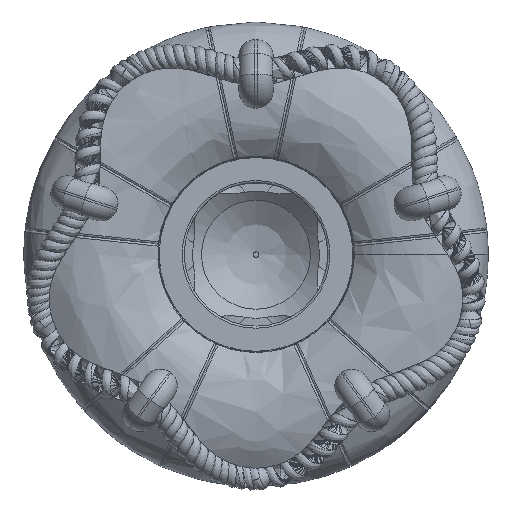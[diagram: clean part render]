
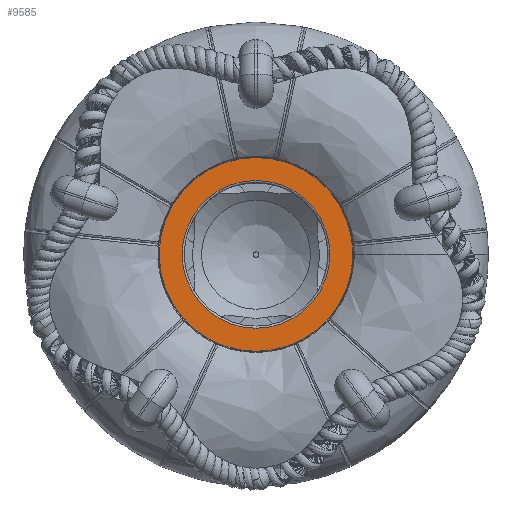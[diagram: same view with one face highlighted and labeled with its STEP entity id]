
A CAD part, top view. The second image highlights one B-rep face of the part: STEP entity #9585.
In plain terms, the highlighted planar face has unit normal (0, 0, 1).
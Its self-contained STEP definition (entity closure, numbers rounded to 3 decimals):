
#40=FACE_BOUND('',#2085,.T.);
#790=PLANE('',#10376);
#1521=FACE_OUTER_BOUND('',#2084,.T.);
#2084=EDGE_LOOP('',(#8831));
#2085=EDGE_LOOP('',(#8832));
#2454=CIRCLE('',#10374,34.5);
#2456=CIRCLE('',#10377,45.25);
#4311=VERTEX_POINT('',#177615);
#4312=VERTEX_POINT('',#177619);
#5817=EDGE_CURVE('',#4311,#4311,#2454,.T.);
#5819=EDGE_CURVE('',#4312,#4312,#2456,.T.);
#8831=ORIENTED_EDGE('',*,*,#5819,.F.);
#8832=ORIENTED_EDGE('',*,*,#5817,.F.);
#9585=ADVANCED_FACE('',(#1521,#40),#790,.T.);
#10374=AXIS2_PLACEMENT_3D('',#177616,#12073,#12074);
#10376=AXIS2_PLACEMENT_3D('',#177618,#12077,#12078);
#10377=AXIS2_PLACEMENT_3D('',#177620,#12079,#12080);
#12073=DIRECTION('center_axis',(0.,0.,1.));
#12074=DIRECTION('ref_axis',(0.,-1.,0.));
#12077=DIRECTION('center_axis',(0.,0.,1.));
#12078=DIRECTION('ref_axis',(1.,0.,0.));
#12079=DIRECTION('center_axis',(0.,0.,-1.));
#12080=DIRECTION('ref_axis',(1.,0.,0.));
#177615=CARTESIAN_POINT('',(34.5,0.,7.));
#177616=CARTESIAN_POINT('Origin',(0.,0.,7.));
#177618=CARTESIAN_POINT('Origin',(0.,45.25,7.));
#177619=CARTESIAN_POINT('',(0.,-45.25,7.));
#177620=CARTESIAN_POINT('Origin',(0.,0.,7.));
